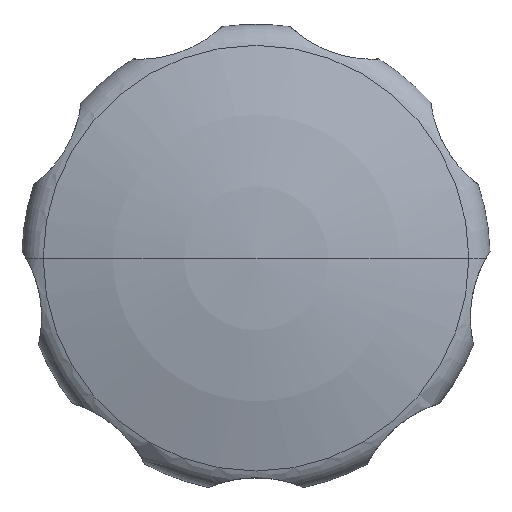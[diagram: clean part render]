
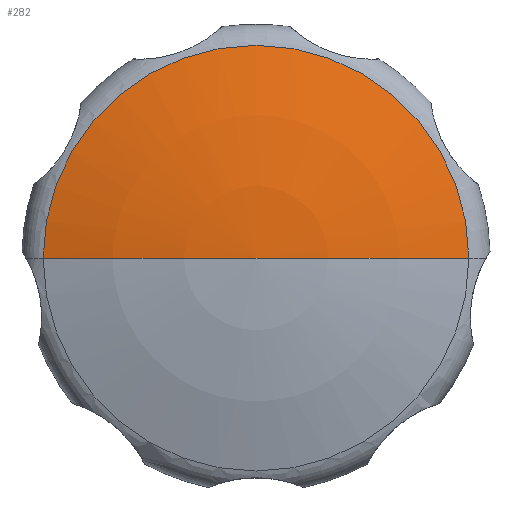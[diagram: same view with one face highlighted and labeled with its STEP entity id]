
A CAD part, top view. The second image highlights one B-rep face of the part: STEP entity #282.
In plain terms, the highlighted spherical face has radius 95.351 mm.
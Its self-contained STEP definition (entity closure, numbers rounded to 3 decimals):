
#282=ADVANCED_FACE('',(#691),#692,.T.);
#400=EDGE_CURVE('',#588,#580,#816,.T.);
#580=VERTEX_POINT('',#1018);
#582=VERTEX_POINT('',#1020);
#586=EDGE_CURVE('',#580,#582,#1024,.T.);
#588=VERTEX_POINT('',#1026);
#596=EDGE_CURVE('',#582,#588,#1035,.T.);
#691=FACE_OUTER_BOUND('',#1191,.T.);
#692=SPHERICAL_SURFACE('',#1192,95.351);
#816=CIRCLE('',#1537,28.182);
#1018=CARTESIAN_POINT('',(-28.182,0.,68.74));
#1020=CARTESIAN_POINT('',(0.,0.,73.0));
#1024=CIRCLE('',#2116,95.351);
#1026=CARTESIAN_POINT('',(28.182,0.,68.74));
#1035=CIRCLE('',#2130,95.351);
#1191=EDGE_LOOP('',(#2251,#2252,#2253));
#1192=AXIS2_PLACEMENT_3D('',#2254,#2255,#2256);
#1537=AXIS2_PLACEMENT_3D('',#2368,#2369,#2370);
#2116=AXIS2_PLACEMENT_3D('',#2613,#2614,#2615);
#2130=AXIS2_PLACEMENT_3D('',#2630,#2631,#2632);
#2251=ORIENTED_EDGE('',*,*,#586,.T.);
#2252=ORIENTED_EDGE('',*,*,#596,.T.);
#2253=ORIENTED_EDGE('',*,*,#400,.T.);
#2254=CARTESIAN_POINT('',(0.,0.,-22.351));
#2255=DIRECTION('',(0.,0.,1.0));
#2256=DIRECTION('',(-1.0,0.,0.0));
#2368=CARTESIAN_POINT('',(0.,0.,68.74));
#2369=DIRECTION('',(0.,0.,1.0));
#2370=DIRECTION('',(-1.0,0.,0.));
#2613=CARTESIAN_POINT('',(0.,0.,-22.351));
#2614=DIRECTION('',(0.,1.0,0.));
#2615=DIRECTION('',(0.0,0.,-1.0));
#2630=CARTESIAN_POINT('',(0.,0.,-22.351));
#2631=DIRECTION('',(0.,1.0,0.));
#2632=DIRECTION('',(0.0,0.,-1.0));
